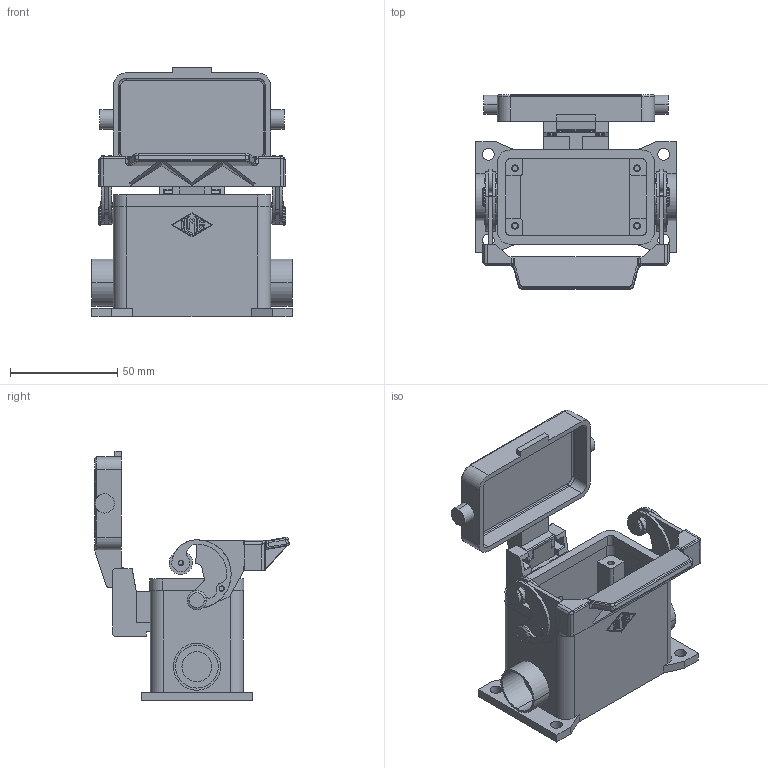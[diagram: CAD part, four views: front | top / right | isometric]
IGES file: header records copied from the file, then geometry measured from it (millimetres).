
Global section: file name: No Iges File Name specified; native system: AutoDesk Inventor R6.1; preprocessor: AutoDesk Inventor Iges Exporter R6.1; author: No Author specified; organization: No Organization specified; date: 20061221.175005; units: millimetre
Bounding box: 93.5 x 90.95 x 116.7 mm (x, y, z)
Volume: 110958.5 mm3; surface area: 64464.8 mm2
Topology: 6 solids, 6 shells, 590 faces, 1566 edges, 1020 vertices
Faces by surface type: plane 249, bspline 134, cylinder 106, revolution 75, torus 16, cone 6, sphere 4
